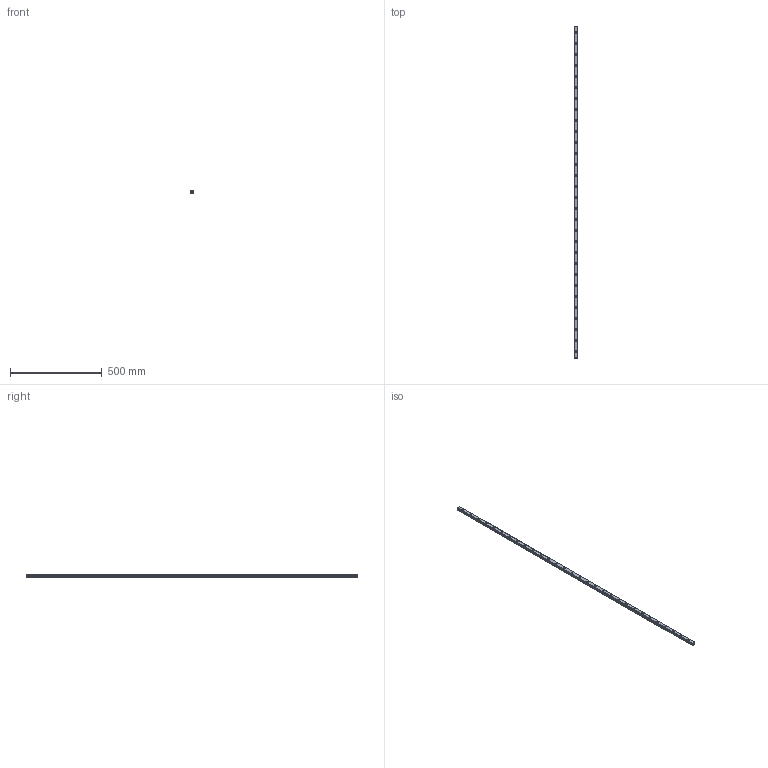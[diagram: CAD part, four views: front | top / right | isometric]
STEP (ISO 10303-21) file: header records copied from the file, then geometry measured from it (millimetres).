
FILE_DESCRIPTION(('STEP AP214'),'1');
FILE_NAME('cctmp_91698685-5415-44C3-971A-DAB62B025EAB_2021_02_09_11_45_19_0139..stp','2021-02-09T10:45:19',('HIWIN GmbH'),('CADClick - www.CADClick.com'),'Spatial InterOp 3D',' ','unknown authorization');
FILE_SCHEMA(('AUTOMOTIVE_DESIGN'));
Length unit declared in the file: millimetre
Products named in the file (1): EGR20R1810C_FILE
Bounding box: 20 x 1810 x 15.5 mm (x, y, z)
Volume: 485838.8 mm3; surface area: 144874.4 mm2
Topology: 1 solids, 1 shells, 463 faces, 1071 edges, 674 vertices
Faces by surface type: plane 265, cylinder 198
Entity records: 16929 total; most frequent: DIRECTION 2515, CARTESIAN_POINT 2209, ORIENTED_EDGE 2142, EDGE_CURVE 1071, AXIS2_PLACEMENT_3D 980, VERTEX_POINT 674, LINE 555, VECTOR 555
